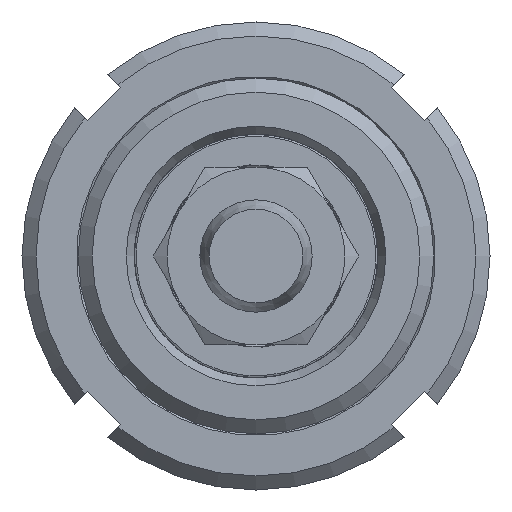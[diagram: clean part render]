
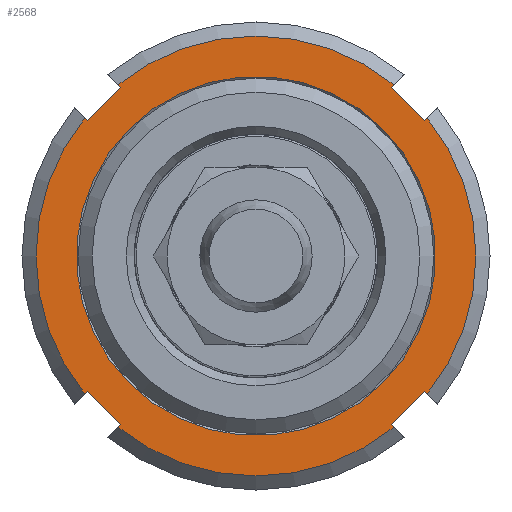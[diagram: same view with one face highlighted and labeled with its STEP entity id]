
A CAD part, front view. The second image highlights one B-rep face of the part: STEP entity #2568.
In plain terms, the highlighted face is planar.
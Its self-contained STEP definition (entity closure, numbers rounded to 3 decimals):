
#214=FACE_BOUND('',#954,.T.);
#311=LINE('',#4571,#413);
#312=LINE('',#4575,#414);
#316=LINE('',#4585,#418);
#321=LINE('',#4596,#423);
#322=LINE('',#4600,#424);
#326=LINE('',#4610,#428);
#331=LINE('',#4621,#433);
#332=LINE('',#4625,#434);
#336=LINE('',#4635,#438);
#344=LINE('',#4673,#446);
#345=LINE('',#4677,#447);
#347=LINE('',#4680,#449);
#413=VECTOR('',#3688,10.);
#414=VECTOR('',#3693,10.);
#418=VECTOR('',#3701,10.);
#423=VECTOR('',#3708,10.);
#424=VECTOR('',#3713,10.);
#428=VECTOR('',#3721,10.);
#433=VECTOR('',#3728,10.);
#434=VECTOR('',#3733,10.);
#438=VECTOR('',#3741,10.);
#446=VECTOR('',#3789,10.);
#447=VECTOR('',#3794,10.);
#449=VECTOR('',#3798,10.);
#515=PLANE('',#3018);
#683=FACE_OUTER_BOUND('',#953,.T.);
#953=EDGE_LOOP('',(#2212,#2213,#2214,#2215,#2216,#2217,#2218,#2219,#2220,
#2221,#2222,#2223,#2224,#2225,#2226,#2227));
#954=EDGE_LOOP('',(#2228));
#1113=CIRCLE('',#3008,23.5);
#1115=CIRCLE('',#3011,23.5);
#1116=CIRCLE('',#3013,23.5);
#1118=CIRCLE('',#3019,23.5);
#1119=CIRCLE('',#3020,19.188);
#1308=VERTEX_POINT('',#4568);
#1309=VERTEX_POINT('',#4570);
#1310=VERTEX_POINT('',#4574);
#1314=VERTEX_POINT('',#4583);
#1318=VERTEX_POINT('',#4593);
#1319=VERTEX_POINT('',#4595);
#1320=VERTEX_POINT('',#4599);
#1324=VERTEX_POINT('',#4608);
#1328=VERTEX_POINT('',#4618);
#1329=VERTEX_POINT('',#4620);
#1330=VERTEX_POINT('',#4624);
#1334=VERTEX_POINT('',#4633);
#1341=VERTEX_POINT('',#4660);
#1343=VERTEX_POINT('',#4670);
#1344=VERTEX_POINT('',#4672);
#1345=VERTEX_POINT('',#4676);
#1346=VERTEX_POINT('',#4683);
#1586=EDGE_CURVE('',#1309,#1308,#311,.T.);
#1588=EDGE_CURVE('',#1308,#1310,#312,.T.);
#1593=EDGE_CURVE('',#1310,#1314,#316,.T.);
#1598=EDGE_CURVE('',#1319,#1318,#321,.T.);
#1600=EDGE_CURVE('',#1318,#1320,#322,.T.);
#1605=EDGE_CURVE('',#1320,#1324,#326,.T.);
#1610=EDGE_CURVE('',#1329,#1328,#331,.T.);
#1612=EDGE_CURVE('',#1328,#1330,#332,.T.);
#1617=EDGE_CURVE('',#1330,#1334,#336,.T.);
#1631=EDGE_CURVE('',#1329,#1341,#1113,.T.);
#1633=EDGE_CURVE('',#1319,#1334,#1115,.T.);
#1634=EDGE_CURVE('',#1309,#1324,#1116,.T.);
#1637=EDGE_CURVE('',#1344,#1343,#344,.T.);
#1639=EDGE_CURVE('',#1343,#1345,#345,.T.);
#1641=EDGE_CURVE('',#1345,#1341,#347,.T.);
#1642=EDGE_CURVE('',#1344,#1314,#1118,.T.);
#1643=EDGE_CURVE('',#1346,#1346,#1119,.T.);
#2212=ORIENTED_EDGE('',*,*,#1593,.T.);
#2213=ORIENTED_EDGE('',*,*,#1642,.F.);
#2214=ORIENTED_EDGE('',*,*,#1637,.T.);
#2215=ORIENTED_EDGE('',*,*,#1639,.T.);
#2216=ORIENTED_EDGE('',*,*,#1641,.T.);
#2217=ORIENTED_EDGE('',*,*,#1631,.F.);
#2218=ORIENTED_EDGE('',*,*,#1610,.T.);
#2219=ORIENTED_EDGE('',*,*,#1612,.T.);
#2220=ORIENTED_EDGE('',*,*,#1617,.T.);
#2221=ORIENTED_EDGE('',*,*,#1633,.F.);
#2222=ORIENTED_EDGE('',*,*,#1598,.T.);
#2223=ORIENTED_EDGE('',*,*,#1600,.T.);
#2224=ORIENTED_EDGE('',*,*,#1605,.T.);
#2225=ORIENTED_EDGE('',*,*,#1634,.F.);
#2226=ORIENTED_EDGE('',*,*,#1586,.T.);
#2227=ORIENTED_EDGE('',*,*,#1588,.T.);
#2228=ORIENTED_EDGE('',*,*,#1643,.F.);
#2568=ADVANCED_FACE('',(#683,#214),#515,.F.);
#3008=AXIS2_PLACEMENT_3D('',#4661,#3773,#3774);
#3011=AXIS2_PLACEMENT_3D('',#4664,#3779,#3780);
#3013=AXIS2_PLACEMENT_3D('',#4666,#3783,#3784);
#3018=AXIS2_PLACEMENT_3D('',#4681,#3799,#3800);
#3019=AXIS2_PLACEMENT_3D('',#4682,#3801,#3802);
#3020=AXIS2_PLACEMENT_3D('',#4684,#3803,#3804);
#3688=DIRECTION('',(-1.,0.,0.));
#3693=DIRECTION('',(0.,1.,0.));
#3701=DIRECTION('',(1.,0.,0.));
#3708=DIRECTION('',(0.,1.,0.));
#3713=DIRECTION('',(1.,0.,0.));
#3721=DIRECTION('',(0.,-1.,0.));
#3728=DIRECTION('',(1.,0.,0.));
#3733=DIRECTION('',(0.,-1.,0.));
#3741=DIRECTION('',(-1.,0.,0.));
#3773=DIRECTION('center_axis',(0.,0.,-1.));
#3774=DIRECTION('ref_axis',(-1.,0.,0.));
#3779=DIRECTION('center_axis',(0.,0.,-1.));
#3780=DIRECTION('ref_axis',(-1.,0.,0.));
#3783=DIRECTION('center_axis',(0.,0.,-1.));
#3784=DIRECTION('ref_axis',(-1.,0.,0.));
#3789=DIRECTION('',(0.,-1.,0.));
#3794=DIRECTION('',(-1.,0.,0.));
#3798=DIRECTION('',(0.,1.,0.));
#3799=DIRECTION('center_axis',(0.,0.,-1.));
#3800=DIRECTION('ref_axis',(-1.,0.,0.));
#3801=DIRECTION('center_axis',(0.,0.,-1.));
#3802=DIRECTION('ref_axis',(-1.,0.,0.));
#3803=DIRECTION('center_axis',(0.,0.,1.));
#3804=DIRECTION('ref_axis',(-1.,0.,0.));
#4568=CARTESIAN_POINT('',(23.,-2.5,8.));
#4570=CARTESIAN_POINT('',(23.367,-2.5,8.));
#4571=CARTESIAN_POINT('',(14.,-2.5,8.));
#4574=CARTESIAN_POINT('',(23.,2.5,8.));
#4575=CARTESIAN_POINT('',(23.,-1.25,8.));
#4583=CARTESIAN_POINT('',(23.367,2.5,8.));
#4585=CARTESIAN_POINT('',(11.5,2.5,8.));
#4593=CARTESIAN_POINT('',(-2.5,-23.,8.));
#4595=CARTESIAN_POINT('',(-2.5,-23.367,8.));
#4596=CARTESIAN_POINT('',(-2.5,-14.,8.));
#4599=CARTESIAN_POINT('',(2.5,-23.,8.));
#4600=CARTESIAN_POINT('',(-1.25,-23.,8.));
#4608=CARTESIAN_POINT('',(2.5,-23.367,8.));
#4610=CARTESIAN_POINT('',(2.5,-11.5,8.));
#4618=CARTESIAN_POINT('',(-23.,2.5,8.));
#4620=CARTESIAN_POINT('',(-23.367,2.5,8.));
#4621=CARTESIAN_POINT('',(-14.,2.5,8.));
#4624=CARTESIAN_POINT('',(-23.,-2.5,8.));
#4625=CARTESIAN_POINT('',(-23.,1.25,8.));
#4633=CARTESIAN_POINT('',(-23.367,-2.5,8.));
#4635=CARTESIAN_POINT('',(-11.5,-2.5,8.));
#4660=CARTESIAN_POINT('',(-2.5,23.367,8.));
#4661=CARTESIAN_POINT('Origin',(0.,0.,8.));
#4664=CARTESIAN_POINT('Origin',(0.,0.,8.));
#4666=CARTESIAN_POINT('Origin',(0.,0.,8.));
#4670=CARTESIAN_POINT('',(2.5,23.,8.));
#4672=CARTESIAN_POINT('',(2.5,23.367,8.));
#4673=CARTESIAN_POINT('',(2.5,14.,8.));
#4676=CARTESIAN_POINT('',(-2.5,23.,8.));
#4677=CARTESIAN_POINT('',(1.25,23.,8.));
#4680=CARTESIAN_POINT('',(-2.5,11.5,8.));
#4681=CARTESIAN_POINT('Origin',(0.,0.,8.));
#4682=CARTESIAN_POINT('Origin',(0.,0.,8.));
#4683=CARTESIAN_POINT('',(19.188,0.,8.));
#4684=CARTESIAN_POINT('Origin',(0.,0.,8.));
